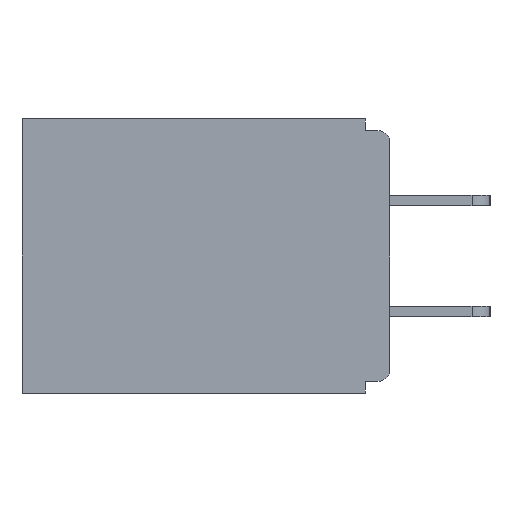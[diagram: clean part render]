
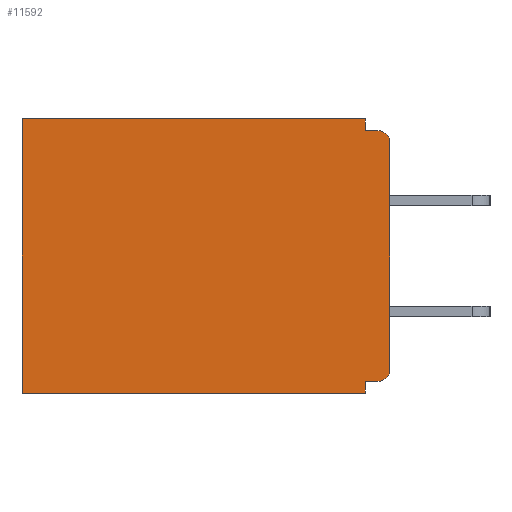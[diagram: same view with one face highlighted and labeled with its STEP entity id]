
A CAD part, left-side view. The second image highlights one B-rep face of the part: STEP entity #11592.
In plain terms, the highlighted planar face has unit normal (-1, 0, 0).
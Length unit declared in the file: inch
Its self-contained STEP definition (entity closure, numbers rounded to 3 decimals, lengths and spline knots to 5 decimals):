
#2 = CARTESIAN_POINT ( 'NONE',  ( 0.298, 0.46, 0. ) ) ;
#195 = VERTEX_POINT ( 'NONE', #2 ) ;
#352 = CARTESIAN_POINT ( 'NONE',  ( 0.298, 0.031, -0.343 ) ) ;
#654 = VERTEX_POINT ( 'NONE', #7310 ) ;
#1026 = CARTESIAN_POINT ( 'NONE',  ( 0.298, 0.031, -0.343 ) ) ;
#1068 = CARTESIAN_POINT ( 'NONE',  ( 0.298, 0.031, -0.343 ) ) ;
#1252 = CARTESIAN_POINT ( 'NONE',  ( 0.298, 0., -0.03 ) ) ;
#1260 = DIRECTION ( 'NONE',  ( 0., 0., -1. ) ) ;
#1357 = VECTOR ( 'NONE', #1260, 39.37008 ) ;
#1706 = DIRECTION ( 'NONE',  ( 0., 0., -1. ) ) ;
#1853 = LINE ( 'NONE', #11039, #6081 ) ;
#1978 = CIRCLE ( 'NONE', #12927, 0.015 ) ;
#2000 = ORIENTED_EDGE ( 'NONE', *, *, #11677, .F. ) ;
#2136 = EDGE_CURVE ( 'NONE', #7493, #12968, #11455, .T. ) ;
#2149 = CARTESIAN_POINT ( 'NONE',  ( 0.298, 0., 0. ) ) ;
#2319 = ORIENTED_EDGE ( 'NONE', *, *, #9036, .T. ) ;
#2363 = CARTESIAN_POINT ( 'NONE',  ( 0.298, 0., 0. ) ) ;
#2401 = VERTEX_POINT ( 'NONE', #1252 ) ;
#2545 = CARTESIAN_POINT ( 'NONE',  ( 0.298, 0., -0.015 ) ) ;
#2645 = LINE ( 'NONE', #1026, #7500 ) ;
#2682 = CARTESIAN_POINT ( 'NONE',  ( 0.298, 0.015, -0.015 ) ) ;
#2685 = EDGE_LOOP ( 'NONE', ( #11891, #11556, #13015, #6930, #2319, #4178, #2000, #5690, #8727, #5279 ) ) ;
#2723 = DIRECTION ( 'NONE',  ( 0., 0., -1. ) ) ;
#2910 = LINE ( 'NONE', #11424, #9872 ) ;
#3288 = VERTEX_POINT ( 'NONE', #5419 ) ;
#3715 = CARTESIAN_POINT ( 'NONE',  ( 0.298, 0.46, -0.343 ) ) ;
#3820 = CARTESIAN_POINT ( 'NONE',  ( 0.298, 0.015, -0.328 ) ) ;
#4178 = ORIENTED_EDGE ( 'NONE', *, *, #5698, .F. ) ;
#4585 = CARTESIAN_POINT ( 'NONE',  ( 0.298, 0.031, -0.328 ) ) ;
#4912 = FACE_OUTER_BOUND ( 'NONE', #2685, .T. ) ;
#5040 = VERTEX_POINT ( 'NONE', #3715 ) ;
#5279 = ORIENTED_EDGE ( 'NONE', *, *, #7629, .F. ) ;
#5409 = DIRECTION ( 'NONE',  ( 1., 0., 0. ) ) ;
#5419 = CARTESIAN_POINT ( 'NONE',  ( 0.298, 0.031, -0.015 ) ) ;
#5453 = VECTOR ( 'NONE', #9398, 39.37008 ) ;
#5690 = ORIENTED_EDGE ( 'NONE', *, *, #2136, .F. ) ;
#5698 = EDGE_CURVE ( 'NONE', #9712, #5040, #2910, .T. ) ;
#5838 = DIRECTION ( 'NONE',  ( -1., 0., 0. ) ) ;
#6081 = VECTOR ( 'NONE', #2723, 39.37008 ) ;
#6116 = CARTESIAN_POINT ( 'NONE',  ( 0.298, 0., 0. ) ) ;
#6232 = CIRCLE ( 'NONE', #11647, 0.015 ) ;
#6407 = CARTESIAN_POINT ( 'NONE',  ( 0.298, 0., -0.313 ) ) ;
#6930 = ORIENTED_EDGE ( 'NONE', *, *, #13103, .T. ) ;
#7310 = CARTESIAN_POINT ( 'NONE',  ( 0.298, 0.031, 0. ) ) ;
#7353 = CARTESIAN_POINT ( 'NONE',  ( 0.298, 0.015, -0.313 ) ) ;
#7493 = VERTEX_POINT ( 'NONE', #3820 ) ;
#7500 = VECTOR ( 'NONE', #12231, 39.37008 ) ;
#7518 = VECTOR ( 'NONE', #7843, 39.37008 ) ;
#7629 = EDGE_CURVE ( 'NONE', #2401, #12795, #12255, .T. ) ;
#7843 = DIRECTION ( 'NONE',  ( 0., -1., 0. ) ) ;
#8142 = DIRECTION ( 'NONE',  ( 0., 1., 0. ) ) ;
#8470 = PLANE ( 'NONE',  #10358 ) ;
#8523 = VECTOR ( 'NONE', #11136, 39.37008 ) ;
#8727 = ORIENTED_EDGE ( 'NONE', *, *, #11763, .T. ) ;
#8916 = EDGE_CURVE ( 'NONE', #3288, #8982, #10272, .T. ) ;
#8982 = VERTEX_POINT ( 'NONE', #2682 ) ;
#9036 = EDGE_CURVE ( 'NONE', #195, #5040, #1853, .T. ) ;
#9398 = DIRECTION ( 'NONE',  ( 0., 0., -1. ) ) ;
#9430 = DIRECTION ( 'NONE',  ( -1., 0., 0. ) ) ;
#9712 = VERTEX_POINT ( 'NONE', #1068 ) ;
#9872 = VECTOR ( 'NONE', #11555, 39.37008 ) ;
#10218 = VECTOR ( 'NONE', #8142, 39.37008 ) ;
#10272 = LINE ( 'NONE', #2545, #7518 ) ;
#10358 = AXIS2_PLACEMENT_3D ( 'NONE', #2363, #5409, #11641 ) ;
#10573 = LINE ( 'NONE', #352, #1357 ) ;
#10706 = CARTESIAN_POINT ( 'NONE',  ( 0.298, 0.015, -0.03 ) ) ;
#10803 = EDGE_CURVE ( 'NONE', #2401, #8982, #1978, .T. ) ;
#11039 = CARTESIAN_POINT ( 'NONE',  ( 0.298, 0.46, 0. ) ) ;
#11136 = DIRECTION ( 'NONE',  ( 0., 1., 0. ) ) ;
#11326 = LINE ( 'NONE', #6116, #10218 ) ;
#11424 = CARTESIAN_POINT ( 'NONE',  ( 0.298, 0., -0.343 ) ) ;
#11455 = LINE ( 'NONE', #12101, #8523 ) ;
#11495 = DIRECTION ( 'NONE',  ( 0., 0., -1. ) ) ;
#11555 = DIRECTION ( 'NONE',  ( 0., 1., 0. ) ) ;
#11556 = ORIENTED_EDGE ( 'NONE', *, *, #8916, .F. ) ;
#11578 = EDGE_CURVE ( 'NONE', #654, #3288, #10573, .T. ) ;
#11592 = ADVANCED_FACE ( 'NONE', ( #4912 ), #8470, .F. ) ;
#11641 = DIRECTION ( 'NONE',  ( 0., 0., -1. ) ) ;
#11647 = AXIS2_PLACEMENT_3D ( 'NONE', #7353, #9430, #11495 ) ;
#11677 = EDGE_CURVE ( 'NONE', #12968, #9712, #2645, .T. ) ;
#11763 = EDGE_CURVE ( 'NONE', #7493, #12795, #6232, .T. ) ;
#11891 = ORIENTED_EDGE ( 'NONE', *, *, #10803, .T. ) ;
#12101 = CARTESIAN_POINT ( 'NONE',  ( 0.298, 0., -0.328 ) ) ;
#12231 = DIRECTION ( 'NONE',  ( 0., 0., -1. ) ) ;
#12255 = LINE ( 'NONE', #2149, #5453 ) ;
#12795 = VERTEX_POINT ( 'NONE', #6407 ) ;
#12927 = AXIS2_PLACEMENT_3D ( 'NONE', #10706, #5838, #1706 ) ;
#12968 = VERTEX_POINT ( 'NONE', #4585 ) ;
#13015 = ORIENTED_EDGE ( 'NONE', *, *, #11578, .F. ) ;
#13103 = EDGE_CURVE ( 'NONE', #654, #195, #11326, .T. ) ;
